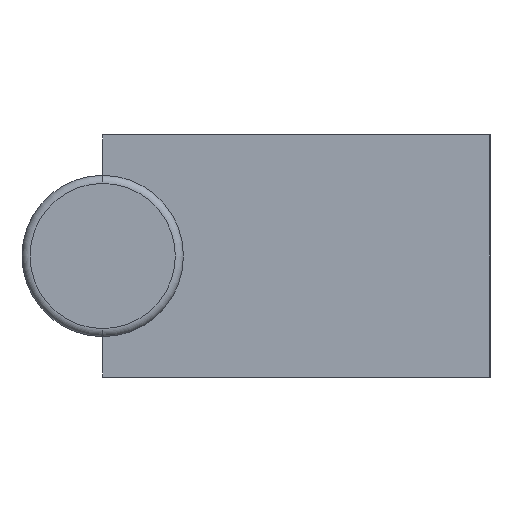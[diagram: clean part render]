
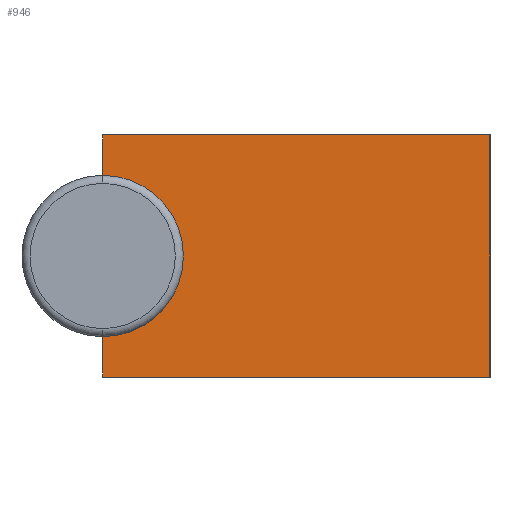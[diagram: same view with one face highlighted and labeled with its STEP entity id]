
A CAD part, left-side view. The second image highlights one B-rep face of the part: STEP entity #946.
In plain terms, the highlighted planar face has unit normal (-1, 0, 0).
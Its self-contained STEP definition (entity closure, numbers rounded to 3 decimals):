
#1 = DIRECTION ( 'NONE',  ( 0., -1., 0. ) ) ;
#20 = FACE_OUTER_BOUND ( 'NONE', #566, .T. ) ;
#21 = DIRECTION ( 'NONE',  ( 0., 0., 1. ) ) ;
#34 = DIRECTION ( 'NONE',  ( 1., 0., 0. ) ) ;
#36 = VECTOR ( 'NONE', #480, 1000. ) ;
#42 = EDGE_CURVE ( 'NONE', #248, #537, #556, .T. ) ;
#78 = CARTESIAN_POINT ( 'NONE',  ( -85., 24., 5. ) ) ;
#81 = VERTEX_POINT ( 'NONE', #756 ) ;
#101 = DIRECTION ( 'NONE',  ( 0., 0., -1. ) ) ;
#154 = PLANE ( 'NONE',  #909 ) ;
#163 = CARTESIAN_POINT ( 'NONE',  ( -85., 24., -7.5 ) ) ;
#172 = ORIENTED_EDGE ( 'NONE', *, *, #456, .T. ) ;
#198 = ORIENTED_EDGE ( 'NONE', *, *, #281, .F. ) ;
#225 = ORIENTED_EDGE ( 'NONE', *, *, #42, .T. ) ;
#248 = VERTEX_POINT ( 'NONE', #163 ) ;
#254 = VECTOR ( 'NONE', #21, 1000. ) ;
#259 = VECTOR ( 'NONE', #1, 1000. ) ;
#281 = EDGE_CURVE ( 'NONE', #248, #345, #761, .T. ) ;
#318 = CARTESIAN_POINT ( 'NONE',  ( -85., 24., -7.5 ) ) ;
#345 = VERTEX_POINT ( 'NONE', #720 ) ;
#415 = VERTEX_POINT ( 'NONE', #864 ) ;
#431 = DIRECTION ( 'NONE',  ( 0., 0., 1. ) ) ;
#447 = DIRECTION ( 'NONE',  ( 0., 0., 1. ) ) ;
#456 = EDGE_CURVE ( 'NONE', #598, #345, #742, .T. ) ;
#469 = DIRECTION ( 'NONE',  ( 1., 0., 0. ) ) ;
#480 = DIRECTION ( 'NONE',  ( 0., -1., 0. ) ) ;
#499 = VECTOR ( 'NONE', #447, 1000. ) ;
#514 = CARTESIAN_POINT ( 'NONE',  ( -85., 24., 7.5 ) ) ;
#531 = ORIENTED_EDGE ( 'NONE', *, *, #626, .F. ) ;
#537 = VERTEX_POINT ( 'NONE', #882 ) ;
#546 = AXIS2_PLACEMENT_3D ( 'NONE', #868, #34, #941 ) ;
#556 = LINE ( 'NONE', #853, #36 ) ;
#566 = EDGE_LOOP ( 'NONE', ( #531, #172, #198, #225, #799, #807 ) ) ;
#598 = VERTEX_POINT ( 'NONE', #78 ) ;
#626 = EDGE_CURVE ( 'NONE', #598, #415, #663, .T. ) ;
#663 = LINE ( 'NONE', #669, #499 ) ;
#668 = LINE ( 'NONE', #958, #897 ) ;
#669 = CARTESIAN_POINT ( 'NONE',  ( -85., 24., -7.5 ) ) ;
#720 = CARTESIAN_POINT ( 'NONE',  ( -85., 24., -5. ) ) ;
#742 = CIRCLE ( 'NONE', #546, 5. ) ;
#756 = CARTESIAN_POINT ( 'NONE',  ( -85., 0., 7.5 ) ) ;
#761 = LINE ( 'NONE', #318, #254 ) ;
#799 = ORIENTED_EDGE ( 'NONE', *, *, #819, .T. ) ;
#800 = EDGE_CURVE ( 'NONE', #415, #81, #898, .T. ) ;
#807 = ORIENTED_EDGE ( 'NONE', *, *, #800, .F. ) ;
#819 = EDGE_CURVE ( 'NONE', #537, #81, #668, .T. ) ;
#848 = CARTESIAN_POINT ( 'NONE',  ( -85., 24., -7.5 ) ) ;
#853 = CARTESIAN_POINT ( 'NONE',  ( -85., 24., -7.5 ) ) ;
#864 = CARTESIAN_POINT ( 'NONE',  ( -85., 24., 7.5 ) ) ;
#868 = CARTESIAN_POINT ( 'NONE',  ( -85., 24., 0. ) ) ;
#882 = CARTESIAN_POINT ( 'NONE',  ( -85., 0., -7.5 ) ) ;
#897 = VECTOR ( 'NONE', #431, 1000. ) ;
#898 = LINE ( 'NONE', #514, #259 ) ;
#909 = AXIS2_PLACEMENT_3D ( 'NONE', #848, #469, #101 ) ;
#941 = DIRECTION ( 'NONE',  ( 0., 0., -1. ) ) ;
#946 = ADVANCED_FACE ( 'NONE', ( #20 ), #154, .F. ) ;
#958 = CARTESIAN_POINT ( 'NONE',  ( -85., 0., -7.5 ) ) ;
